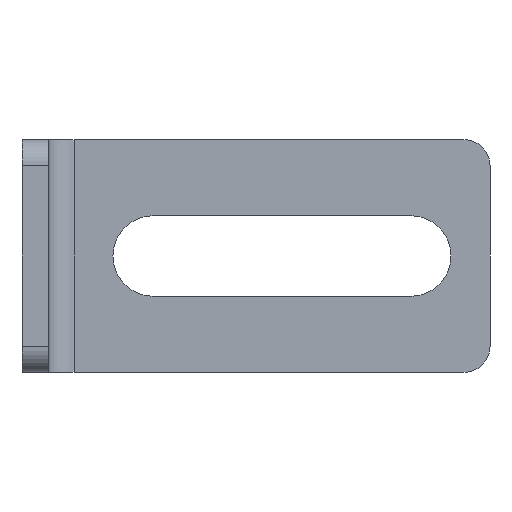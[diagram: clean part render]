
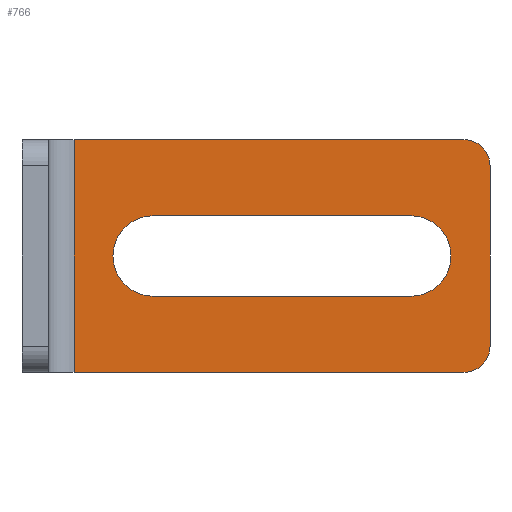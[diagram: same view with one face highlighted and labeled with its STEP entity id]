
A CAD part, left-side view. The second image highlights one B-rep face of the part: STEP entity #766.
In plain terms, the highlighted planar face has unit normal (-1, 0, 0).
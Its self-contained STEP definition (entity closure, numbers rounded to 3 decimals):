
#13 = EDGE_CURVE ( 'NONE', #299, #414, #926, .T. ) ;
#16 = CARTESIAN_POINT ( 'NONE',  ( -2., -4., 0. ) ) ;
#37 = CIRCLE ( 'NONE', #849, 3.1 ) ;
#41 = CARTESIAN_POINT ( 'NONE',  ( -2., 0., 72.763 ) ) ;
#55 = AXIS2_PLACEMENT_3D ( 'NONE', #41, #500, #1122 ) ;
#86 = LINE ( 'NONE', #796, #316 ) ;
#89 = AXIS2_PLACEMENT_3D ( 'NONE', #235, #512, #345 ) ;
#103 = EDGE_CURVE ( 'NONE', #479, #293, #996, .T. ) ;
#104 = CARTESIAN_POINT ( 'NONE',  ( -2., -29.9, 5.85 ) ) ;
#140 = LINE ( 'NONE', #951, #1131 ) ;
#141 = DIRECTION ( 'NONE',  ( 0., -1., 0. ) ) ;
#144 = FACE_BOUND ( 'NONE', #899, .T. ) ;
#158 = DIRECTION ( 'NONE',  ( 0., 0., -1. ) ) ;
#162 = CARTESIAN_POINT ( 'NONE',  ( -2., -4., 17.9 ) ) ;
#164 = LINE ( 'NONE', #1159, #210 ) ;
#193 = DIRECTION ( 'NONE',  ( -1., 0., 0. ) ) ;
#195 = CARTESIAN_POINT ( 'NONE',  ( -2., -34., 0. ) ) ;
#196 = ORIENTED_EDGE ( 'NONE', *, *, #103, .F. ) ;
#204 = ORIENTED_EDGE ( 'NONE', *, *, #13, .T. ) ;
#210 = VECTOR ( 'NONE', #543, 1000. ) ;
#212 = PLANE ( 'NONE',  #55 ) ;
#235 = CARTESIAN_POINT ( 'NONE',  ( -2., -29.9, 8.95 ) ) ;
#251 = VERTEX_POINT ( 'NONE', #162 ) ;
#262 = DIRECTION ( 'NONE',  ( 0., -1., 0. ) ) ;
#291 = VECTOR ( 'NONE', #752, 1000. ) ;
#293 = VERTEX_POINT ( 'NONE', #997 ) ;
#297 = VERTEX_POINT ( 'NONE', #16 ) ;
#299 = VERTEX_POINT ( 'NONE', #1011 ) ;
#308 = AXIS2_PLACEMENT_3D ( 'NONE', #819, #193, #461 ) ;
#316 = VECTOR ( 'NONE', #158, 1000. ) ;
#324 = EDGE_CURVE ( 'NONE', #653, #1021, #1067, .T. ) ;
#331 = DIRECTION ( 'NONE',  ( 0., -1., 0. ) ) ;
#339 = FACE_OUTER_BOUND ( 'NONE', #853, .T. ) ;
#345 = DIRECTION ( 'NONE',  ( 0., -1., 0. ) ) ;
#348 = DIRECTION ( 'NONE',  ( 0., 1., 0. ) ) ;
#350 = ORIENTED_EDGE ( 'NONE', *, *, #771, .F. ) ;
#400 = EDGE_CURVE ( 'NONE', #251, #414, #1077, .T. ) ;
#414 = VERTEX_POINT ( 'NONE', #994 ) ;
#416 = EDGE_CURVE ( 'NONE', #930, #479, #793, .T. ) ;
#448 = ORIENTED_EDGE ( 'NONE', *, *, #1141, .F. ) ;
#461 = DIRECTION ( 'NONE',  ( 0., -1., 0. ) ) ;
#479 = VERTEX_POINT ( 'NONE', #895 ) ;
#493 = DIRECTION ( 'NONE',  ( 0., 1., 0. ) ) ;
#500 = DIRECTION ( 'NONE',  ( -1., 0., 0. ) ) ;
#501 = CARTESIAN_POINT ( 'NONE',  ( -2., -36., 2. ) ) ;
#512 = DIRECTION ( 'NONE',  ( -1., 0., 0. ) ) ;
#543 = DIRECTION ( 'NONE',  ( 0., 0., -1. ) ) ;
#546 = LINE ( 'NONE', #104, #291 ) ;
#562 = EDGE_CURVE ( 'NONE', #726, #789, #546, .T. ) ;
#582 = ORIENTED_EDGE ( 'NONE', *, *, #942, .F. ) ;
#596 = VECTOR ( 'NONE', #331, 1000. ) ;
#652 = EDGE_CURVE ( 'NONE', #293, #726, #37, .T. ) ;
#653 = VERTEX_POINT ( 'NONE', #195 ) ;
#654 = CARTESIAN_POINT ( 'NONE',  ( -2., -10.1, 8.95 ) ) ;
#660 = DIRECTION ( 'NONE',  ( -1., 0., 0. ) ) ;
#677 = CARTESIAN_POINT ( 'NONE',  ( -2., -29.9, 8.95 ) ) ;
#726 = VERTEX_POINT ( 'NONE', #965 ) ;
#744 = ORIENTED_EDGE ( 'NONE', *, *, #324, .T. ) ;
#752 = DIRECTION ( 'NONE',  ( 0., -1., 0. ) ) ;
#764 = CARTESIAN_POINT ( 'NONE',  ( -2., -29.9, 5.85 ) ) ;
#766 = ADVANCED_FACE ( 'NONE', ( #144, #339 ), #212, .T. ) ;
#771 = EDGE_CURVE ( 'NONE', #653, #297, #140, .T. ) ;
#775 = CARTESIAN_POINT ( 'NONE',  ( -2., -33., 8.95 ) ) ;
#777 = AXIS2_PLACEMENT_3D ( 'NONE', #677, #1046, #141 ) ;
#789 = VERTEX_POINT ( 'NONE', #764 ) ;
#793 = CIRCLE ( 'NONE', #89, 3.1 ) ;
#796 = CARTESIAN_POINT ( 'NONE',  ( -2., -4., 0. ) ) ;
#819 = CARTESIAN_POINT ( 'NONE',  ( -2., -34., 2. ) ) ;
#825 = CARTESIAN_POINT ( 'NONE',  ( -2., -29.9, 12.05 ) ) ;
#845 = ORIENTED_EDGE ( 'NONE', *, *, #400, .F. ) ;
#849 = AXIS2_PLACEMENT_3D ( 'NONE', #654, #660, #1013 ) ;
#853 = EDGE_LOOP ( 'NONE', ( #350, #744, #448, #204, #845, #1009 ) ) ;
#893 = ORIENTED_EDGE ( 'NONE', *, *, #416, .F. ) ;
#895 = CARTESIAN_POINT ( 'NONE',  ( -2., -29.9, 12.05 ) ) ;
#899 = EDGE_LOOP ( 'NONE', ( #582, #1028, #1086, #196, #893 ) ) ;
#926 = CIRCLE ( 'NONE', #1069, 2. ) ;
#930 = VERTEX_POINT ( 'NONE', #775 ) ;
#942 = EDGE_CURVE ( 'NONE', #789, #930, #1129, .T. ) ;
#951 = CARTESIAN_POINT ( 'NONE',  ( -2., 0., 0. ) ) ;
#964 = CARTESIAN_POINT ( 'NONE',  ( -2., 0., 17.9 ) ) ;
#965 = CARTESIAN_POINT ( 'NONE',  ( -2., -10.1, 5.85 ) ) ;
#994 = CARTESIAN_POINT ( 'NONE',  ( -2., -34., 17.9 ) ) ;
#996 = LINE ( 'NONE', #825, #1043 ) ;
#997 = CARTESIAN_POINT ( 'NONE',  ( -2., -10.1, 12.05 ) ) ;
#1009 = ORIENTED_EDGE ( 'NONE', *, *, #1061, .T. ) ;
#1011 = CARTESIAN_POINT ( 'NONE',  ( -2., -36., 15.9 ) ) ;
#1013 = DIRECTION ( 'NONE',  ( 0., -1., 0. ) ) ;
#1021 = VERTEX_POINT ( 'NONE', #501 ) ;
#1028 = ORIENTED_EDGE ( 'NONE', *, *, #562, .F. ) ;
#1043 = VECTOR ( 'NONE', #348, 1000. ) ;
#1046 = DIRECTION ( 'NONE',  ( -1., 0., 0. ) ) ;
#1061 = EDGE_CURVE ( 'NONE', #251, #297, #86, .T. ) ;
#1067 = CIRCLE ( 'NONE', #308, 2. ) ;
#1069 = AXIS2_PLACEMENT_3D ( 'NONE', #1162, #1104, #262 ) ;
#1077 = LINE ( 'NONE', #964, #596 ) ;
#1086 = ORIENTED_EDGE ( 'NONE', *, *, #652, .F. ) ;
#1104 = DIRECTION ( 'NONE',  ( -1., 0., 0. ) ) ;
#1122 = DIRECTION ( 'NONE',  ( 0., -1., 0. ) ) ;
#1129 = CIRCLE ( 'NONE', #777, 3.1 ) ;
#1131 = VECTOR ( 'NONE', #493, 1000. ) ;
#1141 = EDGE_CURVE ( 'NONE', #299, #1021, #164, .T. ) ;
#1159 = CARTESIAN_POINT ( 'NONE',  ( -2., -36., 72.763 ) ) ;
#1162 = CARTESIAN_POINT ( 'NONE',  ( -2., -34., 15.9 ) ) ;
